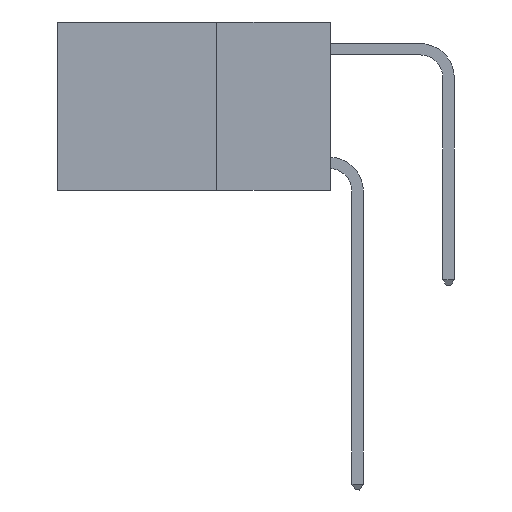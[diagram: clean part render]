
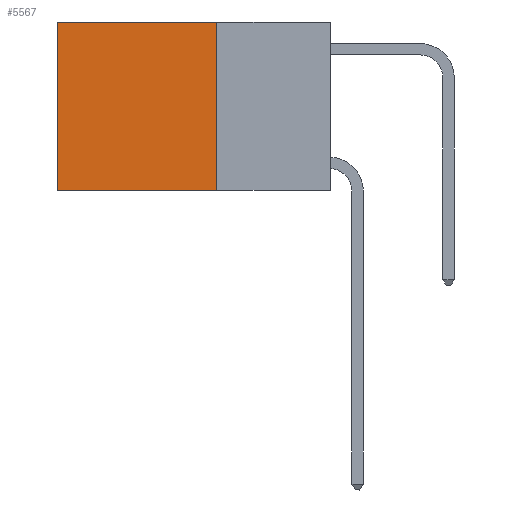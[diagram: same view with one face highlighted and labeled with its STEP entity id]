
A CAD part, left-side view. The second image highlights one B-rep face of the part: STEP entity #5567.
In plain terms, the highlighted planar face has unit normal (-1, 0, 0).
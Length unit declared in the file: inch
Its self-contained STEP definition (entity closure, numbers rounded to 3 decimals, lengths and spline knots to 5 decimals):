
#404 = DIRECTION ( 'NONE',  ( 0., 0., -1. ) ) ;
#2171 = VERTEX_POINT ( 'NONE', #9409 ) ;
#3053 = AXIS2_PLACEMENT_3D ( 'NONE', #16044, #16353, #404 ) ;
#3740 = FACE_OUTER_BOUND ( 'NONE', #4663, .T. ) ;
#4663 = EDGE_LOOP ( 'NONE', ( #17884, #5598, #22662, #22377 ) ) ;
#4731 = CARTESIAN_POINT ( 'NONE',  ( 0.2625, 0.6, 0. ) ) ;
#4766 = VECTOR ( 'NONE', #9975, 39.37008 ) ;
#4989 = DIRECTION ( 'NONE',  ( 0., 1., 0. ) ) ;
#5091 = LINE ( 'NONE', #4731, #19273 ) ;
#5567 = ADVANCED_FACE ( 'NONE', ( #3740 ), #9118, .F. ) ;
#5598 = ORIENTED_EDGE ( 'NONE', *, *, #15431, .F. ) ;
#5752 = EDGE_CURVE ( 'NONE', #23029, #26950, #7939, .T. ) ;
#5943 = EDGE_CURVE ( 'NONE', #2171, #16648, #5091, .T. ) ;
#6826 = LINE ( 'NONE', #15004, #26271 ) ;
#7939 = LINE ( 'NONE', #21297, #4766 ) ;
#8951 = CARTESIAN_POINT ( 'NONE',  ( 0.2625, 0.25, -0.37 ) ) ;
#9118 = PLANE ( 'NONE',  #3053 ) ;
#9409 = CARTESIAN_POINT ( 'NONE',  ( 0.2625, 0.6, 0. ) ) ;
#9975 = DIRECTION ( 'NONE',  ( 0., 0., -1. ) ) ;
#11714 = CARTESIAN_POINT ( 'NONE',  ( 0.2625, 0.25, 0. ) ) ;
#12428 = DIRECTION ( 'NONE',  ( 0., 1., 0. ) ) ;
#14393 = CARTESIAN_POINT ( 'NONE',  ( 0.2625, 0.6, -0.37 ) ) ;
#15004 = CARTESIAN_POINT ( 'NONE',  ( 0.2625, 0.25, 0. ) ) ;
#15431 = EDGE_CURVE ( 'NONE', #26950, #16648, #18344, .T. ) ;
#16044 = CARTESIAN_POINT ( 'NONE',  ( 0.2625, 0.25, 0. ) ) ;
#16353 = DIRECTION ( 'NONE',  ( 1., 0., 0. ) ) ;
#16648 = VERTEX_POINT ( 'NONE', #14393 ) ;
#17642 = VECTOR ( 'NONE', #4989, 39.37008 ) ;
#17884 = ORIENTED_EDGE ( 'NONE', *, *, #5943, .T. ) ;
#17928 = CARTESIAN_POINT ( 'NONE',  ( 0.2625, 0.25, -0.37 ) ) ;
#18344 = LINE ( 'NONE', #8951, #17642 ) ;
#19273 = VECTOR ( 'NONE', #27456, 39.37008 ) ;
#21297 = CARTESIAN_POINT ( 'NONE',  ( 0.2625, 0.25, 0. ) ) ;
#22377 = ORIENTED_EDGE ( 'NONE', *, *, #27298, .T. ) ;
#22662 = ORIENTED_EDGE ( 'NONE', *, *, #5752, .F. ) ;
#23029 = VERTEX_POINT ( 'NONE', #11714 ) ;
#26271 = VECTOR ( 'NONE', #12428, 39.37008 ) ;
#26950 = VERTEX_POINT ( 'NONE', #17928 ) ;
#27298 = EDGE_CURVE ( 'NONE', #23029, #2171, #6826, .T. ) ;
#27456 = DIRECTION ( 'NONE',  ( 0., 0., -1. ) ) ;
